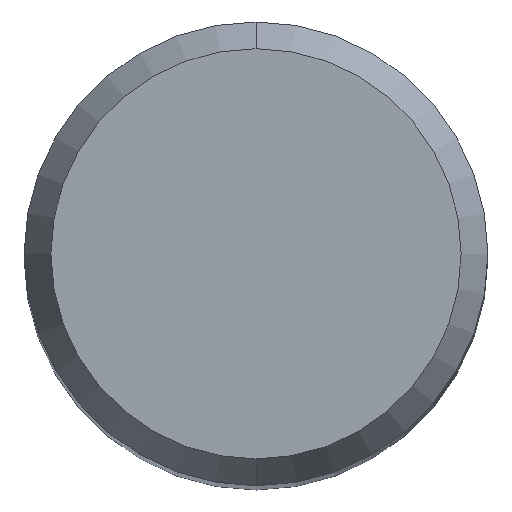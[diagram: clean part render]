
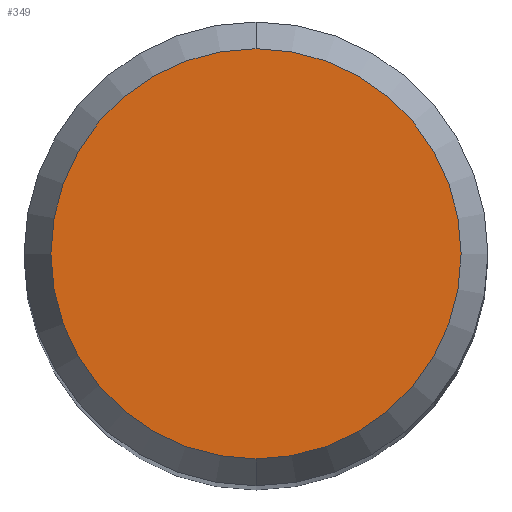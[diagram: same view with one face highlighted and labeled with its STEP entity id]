
A CAD part, top view. The second image highlights one B-rep face of the part: STEP entity #349.
In plain terms, the highlighted planar face has unit normal (0, 0, 1).
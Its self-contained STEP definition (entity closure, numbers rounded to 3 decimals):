
#221=EDGE_CURVE('',#345,#329,#516,.T.);
#329=VERTEX_POINT('',#633);
#345=VERTEX_POINT('',#650);
#347=EDGE_CURVE('',#329,#345,#652,.T.);
#349=ADVANCED_FACE('',(#654),#655,.T.);
#516=CIRCLE('',#914,3.538);
#633=CARTESIAN_POINT('',(0.0,3.538,41.567));
#650=CARTESIAN_POINT('',(0.,-3.538,41.567));
#652=CIRCLE('',#1192,3.538);
#654=FACE_OUTER_BOUND('',#1194,.T.);
#655=PLANE('',#1195);
#914=AXIS2_PLACEMENT_3D('',#1468,#1469,#1470);
#1192=AXIS2_PLACEMENT_3D('',#1592,#1593,#1594);
#1194=EDGE_LOOP('',(#1596,#1597));
#1195=AXIS2_PLACEMENT_3D('',#1598,#1599,#1600);
#1468=CARTESIAN_POINT('',(0.0,0.0,41.567));
#1469=DIRECTION('',(0.0,0.0,-1.0));
#1470=DIRECTION('',(0.0,1.0,0.0));
#1592=CARTESIAN_POINT('',(0.0,0.0,41.567));
#1593=DIRECTION('',(0.0,0.0,-1.0));
#1594=DIRECTION('',(0.0,1.0,0.0));
#1596=ORIENTED_EDGE('',*,*,#347,.F.);
#1597=ORIENTED_EDGE('',*,*,#221,.F.);
#1598=CARTESIAN_POINT('',(0.0,1.769,41.567));
#1599=DIRECTION('',(-0.0,0.0,1.0));
#1600=DIRECTION('',(0.0,-1.0,0.0));
